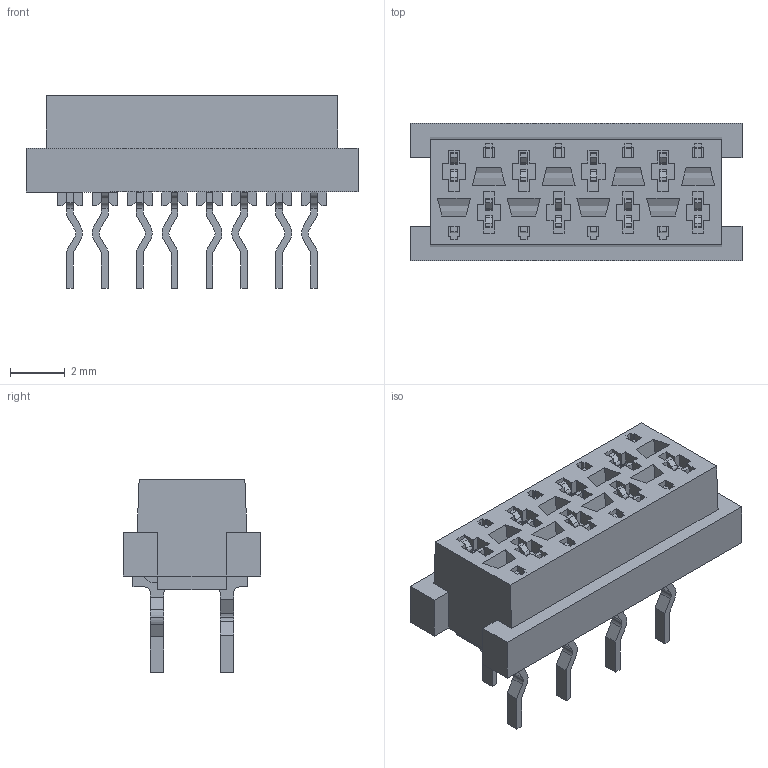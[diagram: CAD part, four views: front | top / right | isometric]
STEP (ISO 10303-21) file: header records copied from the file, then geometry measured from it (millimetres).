
FILE_DESCRIPTION((''),'2;1');
FILE_NAME('TYCO_7-0215079-8.stp','2009-06-11T08:55:54',(''),(''),'Mechanical Desktop 2006','Mechanical Desktop 2006',', , ');
FILE_SCHEMA(('AUTOMOTIVE_DESIGN { 1 2 10303 214 0 1 1 1 }'));
Length unit declared in the file: millimetre
Products named in the file (1): Product
Bounding box: 12.09 x 5 x 7 mm (x, y, z)
Volume: 172 mm3; surface area: 419 mm2
Topology: 9 solids, 9 shells, 682 faces, 1824 edges, 1216 vertices
Faces by surface type: plane 594, cylinder 88
Entity records: 21028 total; most frequent: CARTESIAN_POINT 3723, ORIENTED_EDGE 3648, DIRECTION 3366, EDGE_CURVE 1824, VECTOR 1648, LINE 1648, VERTEX_POINT 1216, AXIS2_PLACEMENT_3D 859
